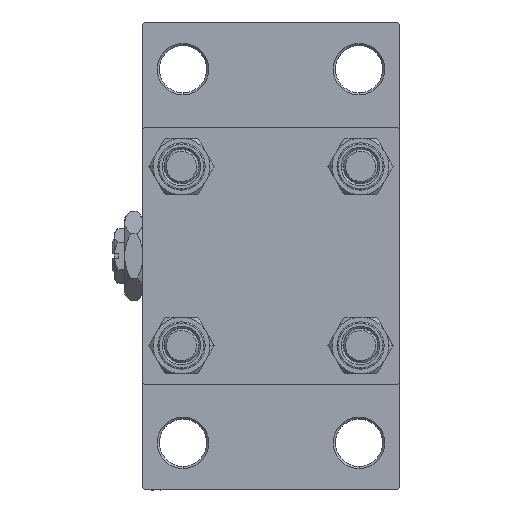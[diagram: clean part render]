
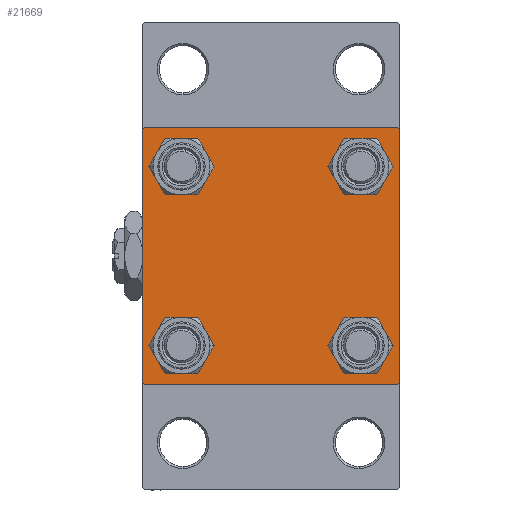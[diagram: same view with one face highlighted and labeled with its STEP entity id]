
A CAD part, left-side view. The second image highlights one B-rep face of the part: STEP entity #21669.
In plain terms, the highlighted planar face has unit normal (-1, 0, 0).
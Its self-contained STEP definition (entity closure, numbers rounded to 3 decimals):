
#1199 = VERTEX_POINT ( 'NONE', #3615 ) ;
#1392 = VERTEX_POINT ( 'NONE', #42974 ) ;
#1748 = FACE_BOUND ( 'NONE', #14389, .T. ) ;
#2024 = ORIENTED_EDGE ( 'NONE', *, *, #44941, .T. ) ;
#2312 = LINE ( 'NONE', #22259, #17511 ) ;
#3063 = EDGE_CURVE ( 'NONE', #1199, #32743, #2312, .T. ) ;
#3337 = EDGE_CURVE ( 'NONE', #7365, #5898, #27962, .T. ) ;
#3542 = ORIENTED_EDGE ( 'NONE', *, *, #44696, .T. ) ;
#3615 = CARTESIAN_POINT ( 'NONE',  ( 0., 29.5, 30. ) ) ;
#4061 = LINE ( 'NONE', #48929, #21613 ) ;
#4408 = CARTESIAN_POINT ( 'NONE',  ( 0., 20.85, 20.85 ) ) ;
#4431 = ORIENTED_EDGE ( 'NONE', *, *, #39543, .T. ) ;
#4899 = DIRECTION ( 'NONE',  ( 1., 0., 0. ) ) ;
#5611 = EDGE_CURVE ( 'NONE', #6179, #12516, #33495, .T. ) ;
#5659 = LINE ( 'NONE', #27865, #40979 ) ;
#5898 = VERTEX_POINT ( 'NONE', #6574 ) ;
#6179 = VERTEX_POINT ( 'NONE', #6520 ) ;
#6456 = CIRCLE ( 'NONE', #22414, 4.5 ) ;
#6520 = CARTESIAN_POINT ( 'NONE',  ( 0., -20.85, -25.35 ) ) ;
#6574 = CARTESIAN_POINT ( 'NONE',  ( 0., -29.5, 30. ) ) ;
#6677 = ORIENTED_EDGE ( 'NONE', *, *, #33976, .T. ) ;
#6876 = CARTESIAN_POINT ( 'NONE',  ( 0., -20.85, -20.85 ) ) ;
#6885 = EDGE_CURVE ( 'NONE', #35353, #25745, #6456, .T. ) ;
#7180 = EDGE_CURVE ( 'NONE', #25704, #33490, #38305, .T. ) ;
#7365 = VERTEX_POINT ( 'NONE', #14942 ) ;
#8124 = DIRECTION ( 'NONE',  ( 1., 0., 0. ) ) ;
#8697 = ORIENTED_EDGE ( 'NONE', *, *, #29493, .T. ) ;
#8886 = CARTESIAN_POINT ( 'NONE',  ( 0., 20.85, -20.85 ) ) ;
#9000 = CARTESIAN_POINT ( 'NONE',  ( 0., -29.75, 29.75 ) ) ;
#9418 = AXIS2_PLACEMENT_3D ( 'NONE', #4408, #4899, #38798 ) ;
#9488 = FACE_BOUND ( 'NONE', #37765, .T. ) ;
#9941 = DIRECTION ( 'NONE',  ( 1., 0., 0. ) ) ;
#11475 = EDGE_CURVE ( 'NONE', #7365, #1392, #39930, .T. ) ;
#11637 = CARTESIAN_POINT ( 'NONE',  ( 0., 30., -30. ) ) ;
#12508 = FACE_OUTER_BOUND ( 'NONE', #35923, .T. ) ;
#12516 = VERTEX_POINT ( 'NONE', #27203 ) ;
#12640 = DIRECTION ( 'NONE',  ( 0., 0., 1. ) ) ;
#13042 = EDGE_CURVE ( 'NONE', #24227, #44375, #37301, .T. ) ;
#13230 = DIRECTION ( 'NONE',  ( 1., 0., 0. ) ) ;
#13935 = AXIS2_PLACEMENT_3D ( 'NONE', #31893, #9941, #17194 ) ;
#14077 = EDGE_CURVE ( 'NONE', #38154, #24227, #4061, .T. ) ;
#14301 = DIRECTION ( 'NONE',  ( 0., 0.707, -0.707 ) ) ;
#14389 = EDGE_LOOP ( 'NONE', ( #8697, #4431 ) ) ;
#14420 = CARTESIAN_POINT ( 'NONE',  ( 0., -29.75, -29.75 ) ) ;
#14520 = DIRECTION ( 'NONE',  ( 1., 0., 0. ) ) ;
#14713 = DIRECTION ( 'NONE',  ( 0., 0., -1. ) ) ;
#14760 = DIRECTION ( 'NONE',  ( 0., 0., 1. ) ) ;
#14942 = CARTESIAN_POINT ( 'NONE',  ( 0., -30., 29.5 ) ) ;
#15216 = VECTOR ( 'NONE', #48527, 1000. ) ;
#15672 = CIRCLE ( 'NONE', #40336, 4.5 ) ;
#16140 = CARTESIAN_POINT ( 'NONE',  ( 0., 20.85, -25.35 ) ) ;
#16616 = CIRCLE ( 'NONE', #9418, 4.5 ) ;
#16628 = ORIENTED_EDGE ( 'NONE', *, *, #3063, .T. ) ;
#16629 = CARTESIAN_POINT ( 'NONE',  ( 0., -20.85, 16.35 ) ) ;
#16686 = ORIENTED_EDGE ( 'NONE', *, *, #25801, .T. ) ;
#16744 = FACE_BOUND ( 'NONE', #17803, .T. ) ;
#16983 = CARTESIAN_POINT ( 'NONE',  ( 0., 0., 0. ) ) ;
#17194 = DIRECTION ( 'NONE',  ( 0., 0., 1. ) ) ;
#17364 = ORIENTED_EDGE ( 'NONE', *, *, #7180, .T. ) ;
#17511 = VECTOR ( 'NONE', #14301, 1000. ) ;
#17803 = EDGE_LOOP ( 'NONE', ( #44019, #34586 ) ) ;
#19090 = DIRECTION ( 'NONE',  ( 0., 0., 1. ) ) ;
#19122 = VECTOR ( 'NONE', #36186, 1000. ) ;
#19373 = ORIENTED_EDGE ( 'NONE', *, *, #14077, .T. ) ;
#20997 = CARTESIAN_POINT ( 'NONE',  ( 0., -30., 30. ) ) ;
#21613 = VECTOR ( 'NONE', #37223, 1000. ) ;
#21669 = ADVANCED_FACE ( 'NONE', ( #1748, #16744, #9488, #46628, #12508 ), #27712, .T. ) ;
#21953 = CARTESIAN_POINT ( 'NONE',  ( 0., 20.85, -16.35 ) ) ;
#22259 = CARTESIAN_POINT ( 'NONE',  ( 0., 29.75, 29.75 ) ) ;
#22356 = ORIENTED_EDGE ( 'NONE', *, *, #3337, .T. ) ;
#22414 = AXIS2_PLACEMENT_3D ( 'NONE', #41638, #14520, #14760 ) ;
#22549 = EDGE_CURVE ( 'NONE', #1199, #5898, #5659, .T. ) ;
#23238 = CARTESIAN_POINT ( 'NONE',  ( 0., -29.5, -30. ) ) ;
#23342 = DIRECTION ( 'NONE',  ( 0., 0., 1. ) ) ;
#23488 = AXIS2_PLACEMENT_3D ( 'NONE', #8886, #39285, #12640 ) ;
#23695 = EDGE_CURVE ( 'NONE', #12516, #6179, #32947, .T. ) ;
#24222 = DIRECTION ( 'NONE',  ( 0., 0.707, 0.707 ) ) ;
#24227 = VERTEX_POINT ( 'NONE', #26961 ) ;
#24885 = LINE ( 'NONE', #14420, #25985 ) ;
#25250 = ORIENTED_EDGE ( 'NONE', *, *, #6885, .T. ) ;
#25704 = VERTEX_POINT ( 'NONE', #16140 ) ;
#25745 = VERTEX_POINT ( 'NONE', #30599 ) ;
#25801 = EDGE_CURVE ( 'NONE', #33490, #25704, #35389, .T. ) ;
#25985 = VECTOR ( 'NONE', #43561, 1000. ) ;
#26247 = VECTOR ( 'NONE', #24222, 1000. ) ;
#26911 = LINE ( 'NONE', #37367, #45819 ) ;
#26961 = CARTESIAN_POINT ( 'NONE',  ( 0., 29.5, -30. ) ) ;
#27203 = CARTESIAN_POINT ( 'NONE',  ( 0., -20.85, -16.35 ) ) ;
#27712 = PLANE ( 'NONE',  #47311 ) ;
#27865 = CARTESIAN_POINT ( 'NONE',  ( 0., 30., 30. ) ) ;
#27962 = LINE ( 'NONE', #9000, #26247 ) ;
#29031 = ORIENTED_EDGE ( 'NONE', *, *, #13042, .T. ) ;
#29493 = EDGE_CURVE ( 'NONE', #37444, #34089, #15672, .T. ) ;
#30599 = CARTESIAN_POINT ( 'NONE',  ( 0., 20.85, 25.35 ) ) ;
#30671 = ORIENTED_EDGE ( 'NONE', *, *, #22549, .F. ) ;
#31127 = AXIS2_PLACEMENT_3D ( 'NONE', #6876, #37277, #19090 ) ;
#31893 = CARTESIAN_POINT ( 'NONE',  ( 0., -20.85, 20.85 ) ) ;
#31933 = DIRECTION ( 'NONE',  ( -1., 0., 0. ) ) ;
#32172 = DIRECTION ( 'NONE',  ( 0., 0., 1. ) ) ;
#32743 = VERTEX_POINT ( 'NONE', #36703 ) ;
#32947 = CIRCLE ( 'NONE', #46441, 4.5 ) ;
#33221 = CARTESIAN_POINT ( 'NONE',  ( 0., -20.85, 20.85 ) ) ;
#33490 = VERTEX_POINT ( 'NONE', #21953 ) ;
#33495 = CIRCLE ( 'NONE', #31127, 4.5 ) ;
#33941 = DIRECTION ( 'NONE',  ( 0., 0., 1. ) ) ;
#33976 = EDGE_CURVE ( 'NONE', #25745, #35353, #16616, .T. ) ;
#34089 = VERTEX_POINT ( 'NONE', #16629 ) ;
#34200 = EDGE_LOOP ( 'NONE', ( #6677, #25250 ) ) ;
#34586 = ORIENTED_EDGE ( 'NONE', *, *, #5611, .T. ) ;
#35353 = VERTEX_POINT ( 'NONE', #35502 ) ;
#35389 = CIRCLE ( 'NONE', #23488, 4.5 ) ;
#35402 = CIRCLE ( 'NONE', #13935, 4.5 ) ;
#35502 = CARTESIAN_POINT ( 'NONE',  ( 0., 20.85, 16.35 ) ) ;
#35923 = EDGE_LOOP ( 'NONE', ( #3542, #19373, #29031, #2024, #44734, #22356, #30671, #16628 ) ) ;
#36186 = DIRECTION ( 'NONE',  ( 0., 0., -1. ) ) ;
#36703 = CARTESIAN_POINT ( 'NONE',  ( 0., 30., 29.5 ) ) ;
#37223 = DIRECTION ( 'NONE',  ( 0., -0.707, -0.707 ) ) ;
#37277 = DIRECTION ( 'NONE',  ( 1., 0., 0. ) ) ;
#37301 = LINE ( 'NONE', #11637, #15216 ) ;
#37367 = CARTESIAN_POINT ( 'NONE',  ( 0., 30., 30. ) ) ;
#37444 = VERTEX_POINT ( 'NONE', #41054 ) ;
#37765 = EDGE_LOOP ( 'NONE', ( #16686, #17364 ) ) ;
#38154 = VERTEX_POINT ( 'NONE', #43938 ) ;
#38305 = CIRCLE ( 'NONE', #48682, 4.5 ) ;
#38798 = DIRECTION ( 'NONE',  ( 0., 0., 1. ) ) ;
#39285 = DIRECTION ( 'NONE',  ( 1., 0., 0. ) ) ;
#39543 = EDGE_CURVE ( 'NONE', #34089, #37444, #35402, .T. ) ;
#39632 = CARTESIAN_POINT ( 'NONE',  ( 0., 20.85, -20.85 ) ) ;
#39930 = LINE ( 'NONE', #20997, #19122 ) ;
#40336 = AXIS2_PLACEMENT_3D ( 'NONE', #33221, #48410, #33941 ) ;
#40979 = VECTOR ( 'NONE', #43042, 1000. ) ;
#41054 = CARTESIAN_POINT ( 'NONE',  ( 0., -20.85, 25.35 ) ) ;
#41638 = CARTESIAN_POINT ( 'NONE',  ( 0., 20.85, 20.85 ) ) ;
#42264 = CARTESIAN_POINT ( 'NONE',  ( 0., -20.85, -20.85 ) ) ;
#42974 = CARTESIAN_POINT ( 'NONE',  ( 0., -30., -29.5 ) ) ;
#43042 = DIRECTION ( 'NONE',  ( 0., -1., 0. ) ) ;
#43561 = DIRECTION ( 'NONE',  ( 0., -0.707, 0.707 ) ) ;
#43938 = CARTESIAN_POINT ( 'NONE',  ( 0., 30., -29.5 ) ) ;
#44019 = ORIENTED_EDGE ( 'NONE', *, *, #23695, .T. ) ;
#44375 = VERTEX_POINT ( 'NONE', #23238 ) ;
#44696 = EDGE_CURVE ( 'NONE', #32743, #38154, #26911, .T. ) ;
#44734 = ORIENTED_EDGE ( 'NONE', *, *, #11475, .F. ) ;
#44941 = EDGE_CURVE ( 'NONE', #44375, #1392, #24885, .T. ) ;
#45819 = VECTOR ( 'NONE', #14713, 1000. ) ;
#46441 = AXIS2_PLACEMENT_3D ( 'NONE', #42264, #8124, #23342 ) ;
#46628 = FACE_BOUND ( 'NONE', #34200, .T. ) ;
#47311 = AXIS2_PLACEMENT_3D ( 'NONE', #16983, #31933, #32172 ) ;
#47844 = DIRECTION ( 'NONE',  ( 0., 0., 1. ) ) ;
#48410 = DIRECTION ( 'NONE',  ( 1., 0., 0. ) ) ;
#48527 = DIRECTION ( 'NONE',  ( 0., -1., 0. ) ) ;
#48682 = AXIS2_PLACEMENT_3D ( 'NONE', #39632, #13230, #47844 ) ;
#48929 = CARTESIAN_POINT ( 'NONE',  ( 0., 29.75, -29.75 ) ) ;
